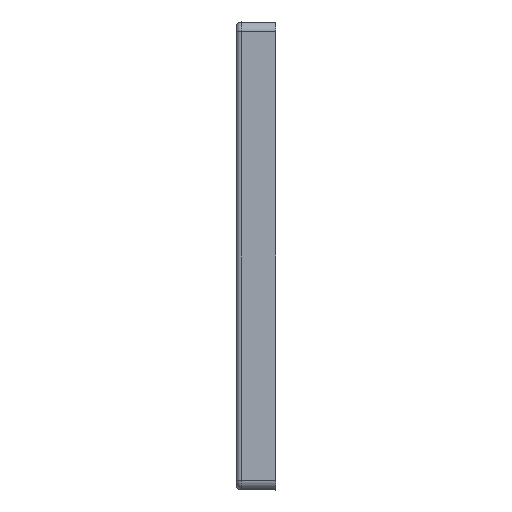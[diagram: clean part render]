
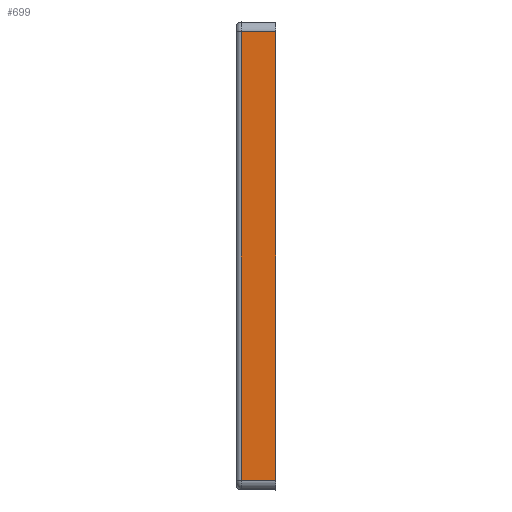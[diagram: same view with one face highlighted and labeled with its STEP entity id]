
A CAD part, left-side view. The second image highlights one B-rep face of the part: STEP entity #699.
In plain terms, the highlighted planar face has unit normal (-1, 0, 0).
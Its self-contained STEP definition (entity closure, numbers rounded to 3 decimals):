
#151=CARTESIAN_POINT('Vertex',(-225.,0.,143.65)) ;
#156=CARTESIAN_POINT('Line Origine',(-225.,0.,0.)) ;
#160=CARTESIAN_POINT('Vertex',(-225.,0.,-143.65)) ;
#544=CARTESIAN_POINT('Line Origine',(-225.,12.7,-143.65)) ;
#548=CARTESIAN_POINT('Vertex',(-225.,22.225,-143.65)) ;
#676=CARTESIAN_POINT('Axis2P3D Location',(-225.,30.,150.)) ;
#681=CARTESIAN_POINT('Line Origine',(-225.,22.225,0.)) ;
#685=CARTESIAN_POINT('Vertex',(-225.,22.225,143.65)) ;
#688=CARTESIAN_POINT('Line Origine',(-225.,11.113,143.65)) ;
#157=DIRECTION('Vector Direction',(0.,0.,1.)) ;
#545=DIRECTION('Vector Direction',(0.,1.,0.)) ;
#677=DIRECTION('Axis2P3D Direction',(1.,0.,0.)) ;
#678=DIRECTION('Axis2P3D XDirection',(0.,0.,-1.5)) ;
#682=DIRECTION('Vector Direction',(0.,0.,1.)) ;
#689=DIRECTION('Vector Direction',(0.,1.,0.)) ;
#679=AXIS2_PLACEMENT_3D('Plane Axis2P3D',#676,#677,#678) ;
#694=ORIENTED_EDGE('',*,*,#687,.F.) ;
#695=ORIENTED_EDGE('',*,*,#550,.T.) ;
#696=ORIENTED_EDGE('',*,*,#162,.T.) ;
#697=ORIENTED_EDGE('',*,*,#692,.F.) ;
#158=VECTOR('Line Direction',#157,1.) ;
#546=VECTOR('Line Direction',#545,1.) ;
#683=VECTOR('Line Direction',#682,1.) ;
#690=VECTOR('Line Direction',#689,1.) ;
#699=ADVANCED_FACE('',(#698),#680,.F.) ;
#162=EDGE_CURVE('',#161,#152,#159,.T.) ;
#550=EDGE_CURVE('',#549,#161,#547,.F.) ;
#687=EDGE_CURVE('',#549,#686,#684,.T.) ;
#692=EDGE_CURVE('',#686,#152,#691,.F.) ;
#693=EDGE_LOOP('',(#694,#695,#696,#697)) ;
#698=FACE_OUTER_BOUND('',#693,.T.) ;
#159=LINE('Line',#156,#158) ;
#547=LINE('Line',#544,#546) ;
#684=LINE('Line',#681,#683) ;
#691=LINE('Line',#688,#690) ;
#680=PLANE('Plane',#679) ;
#152=VERTEX_POINT('',#151) ;
#161=VERTEX_POINT('',#160) ;
#549=VERTEX_POINT('',#548) ;
#686=VERTEX_POINT('',#685) ;
